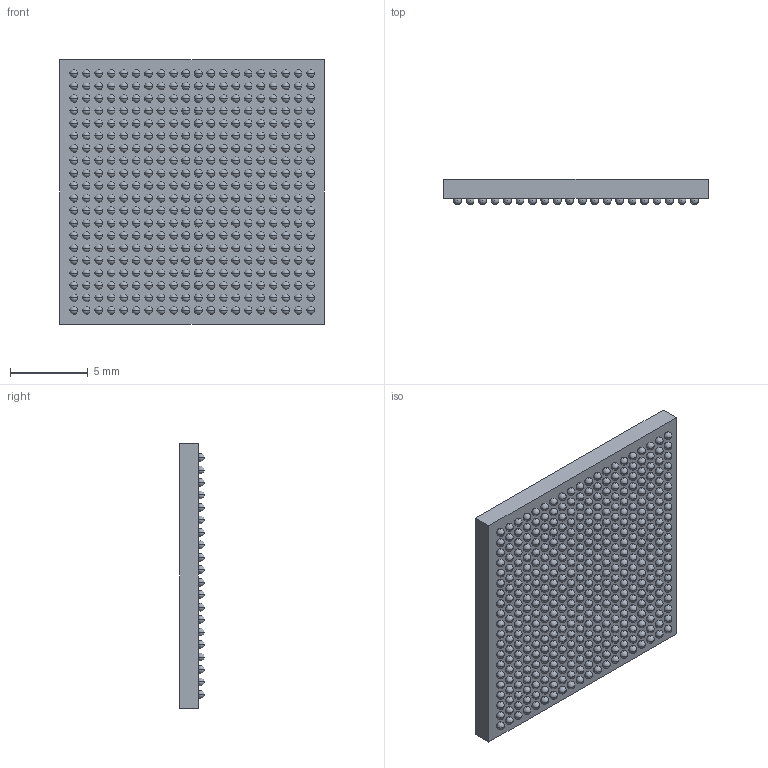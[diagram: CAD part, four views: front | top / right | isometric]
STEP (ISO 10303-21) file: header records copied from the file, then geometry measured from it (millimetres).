
FILE_DESCRIPTION (( 'STEP AP214' ), '1' );
FILE_NAME ('XC7Z020-1CLG400C.STEP', '2020-06-22T21:59:32', ( '' ), ( '' ), 'SwSTEP 2.0', 'SolidWorks 2018', '' );
FILE_SCHEMA (( 'AUTOMOTIVE_DESIGN' ));
Length unit declared in the file: millimetre
Products named in the file (1): XC7Z020-1CLG400C
Bounding box: 17 x 1.6 x 17 mm (x, y, z)
Volume: 370.3 mm3; surface area: 961.2 mm2
Topology: 401 solids, 401 shells, 1206 faces, 3612 edges, 2408 vertices
Faces by surface type: sphere 800, plane 406
Entity records: 30190 total; most frequent: DIRECTION 5626, CARTESIAN_POINT 4027, ORIENTED_EDGE 3224, AXIS2_PLACEMENT_3D 2807, EDGE_CURVE 1612, CIRCLE 1600, VERTEX_POINT 1208, EDGE_LOOP 1206
